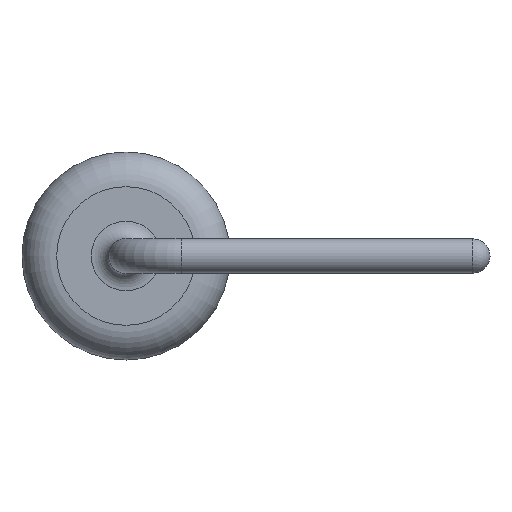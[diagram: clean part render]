
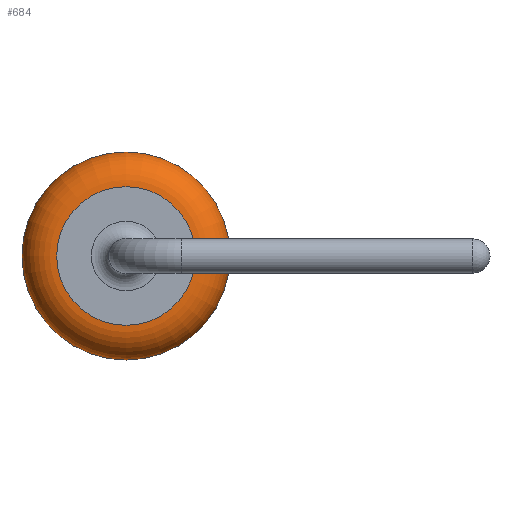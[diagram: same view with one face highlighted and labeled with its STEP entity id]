
A CAD part, left-side view. The second image highlights one B-rep face of the part: STEP entity #684.
In plain terms, the highlighted toroidal (fillet/blend) face has major radius 1 mm and minor radius 0.5 mm.
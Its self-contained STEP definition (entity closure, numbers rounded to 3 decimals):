
#46 = CARTESIAN_POINT ( 'NONE',  ( -4., 0., 0. ) ) ;
#144 = FACE_OUTER_BOUND ( 'NONE', #219, .T. ) ;
#201 = EDGE_CURVE ( 'NONE', #533, #533, #880, .T. ) ;
#219 = EDGE_LOOP ( 'NONE', ( #761 ) ) ;
#236 = DIRECTION ( 'NONE',  ( -1., 0., 0. ) ) ;
#304 = CARTESIAN_POINT ( 'NONE',  ( -4., 0., 1.5 ) ) ;
#312 = CIRCLE ( 'NONE', #450, 1. ) ;
#343 = DIRECTION ( 'NONE',  ( -1., 0., 0. ) ) ;
#352 = EDGE_CURVE ( 'NONE', #621, #621, #312, .T. ) ;
#408 = AXIS2_PLACEMENT_3D ( 'NONE', #599, #436, #682 ) ;
#436 = DIRECTION ( 'NONE',  ( 1., 0., 0. ) ) ;
#450 = AXIS2_PLACEMENT_3D ( 'NONE', #644, #236, #706 ) ;
#533 = VERTEX_POINT ( 'NONE', #304 ) ;
#599 = CARTESIAN_POINT ( 'NONE',  ( -4., 0., 0. ) ) ;
#602 = ORIENTED_EDGE ( 'NONE', *, *, #352, .F. ) ;
#621 = VERTEX_POINT ( 'NONE', #913 ) ;
#622 = AXIS2_PLACEMENT_3D ( 'NONE', #46, #343, #884 ) ;
#644 = CARTESIAN_POINT ( 'NONE',  ( -4.5, 0., 0. ) ) ;
#682 = DIRECTION ( 'NONE',  ( 0., 0., 1. ) ) ;
#684 = ADVANCED_FACE ( 'NONE', ( #857, #144 ), #932, .T. ) ;
#705 = EDGE_LOOP ( 'NONE', ( #602 ) ) ;
#706 = DIRECTION ( 'NONE',  ( 0., 0., 1. ) ) ;
#761 = ORIENTED_EDGE ( 'NONE', *, *, #201, .F. ) ;
#857 = FACE_OUTER_BOUND ( 'NONE', #705, .T. ) ;
#880 = CIRCLE ( 'NONE', #408, 1.5 ) ;
#884 = DIRECTION ( 'NONE',  ( 0., 0., 1. ) ) ;
#913 = CARTESIAN_POINT ( 'NONE',  ( -4.5, 0., 1. ) ) ;
#932 = TOROIDAL_SURFACE ( 'NONE', #622, 1., 0.5 ) ;
